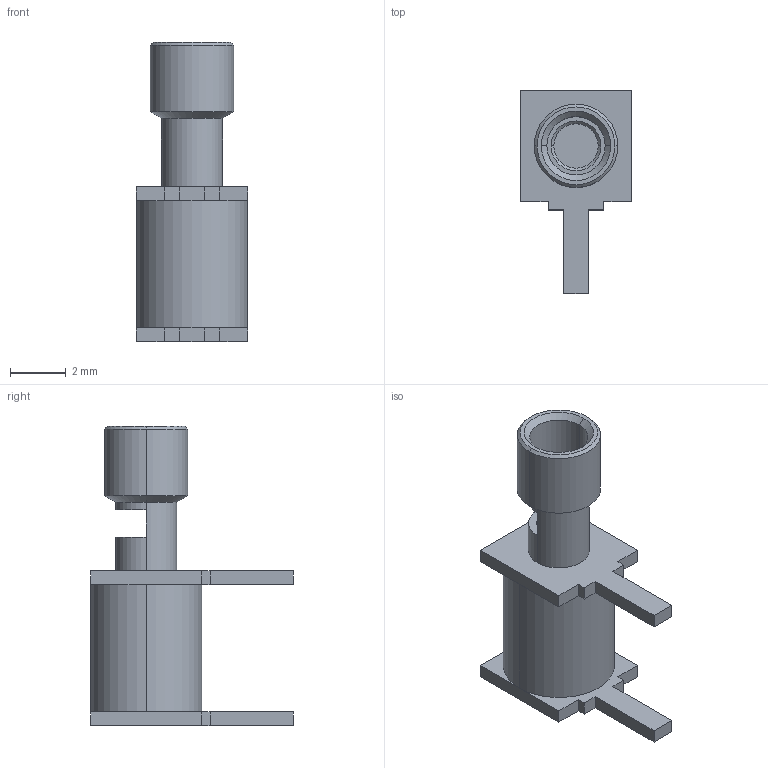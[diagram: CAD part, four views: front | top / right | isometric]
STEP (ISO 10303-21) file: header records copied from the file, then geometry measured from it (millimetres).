
FILE_DESCRIPTION (( 'STEP AP214' ), '1' );
FILE_NAME ('H01000A0221.STEP', '2014-08-27T08:43:09', ( '' ), ( '' ), 'SwSTEP 2.0', 'SolidWorks 2014', '' );
FILE_SCHEMA (( 'AUTOMOTIVE_DESIGN' ));
Length unit declared in the file: millimetre
Products named in the file (1): H01000A0221
Bounding box: 4 x 7.3 x 10.78 mm (x, y, z)
Volume: 91.5 mm3; surface area: 201.6 mm2
Topology: 1 solids, 1 shells, 64 faces, 154 edges, 94 vertices
Faces by surface type: plane 38, cylinder 16, cone 10
Entity records: 2556 total; most frequent: DIRECTION 330, CARTESIAN_POINT 313, ORIENTED_EDGE 308, EDGE_CURVE 154, AXIS2_PLACEMENT_3D 111, LINE 108, VECTOR 108, VERTEX_POINT 94
